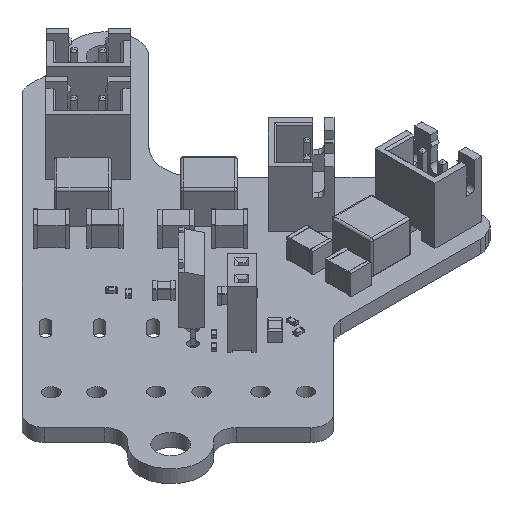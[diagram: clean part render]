
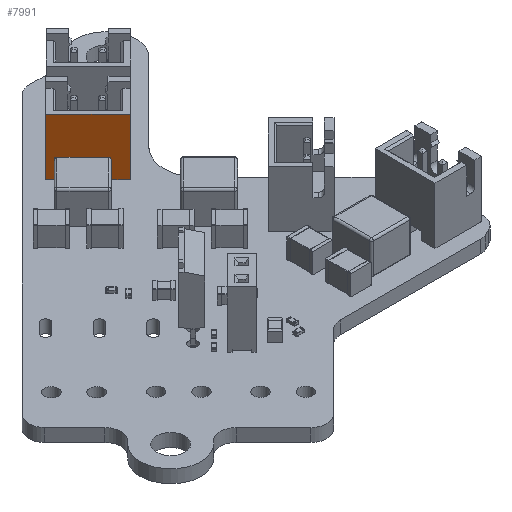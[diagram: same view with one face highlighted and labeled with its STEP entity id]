
A CAD part, isometric view. The second image highlights one B-rep face of the part: STEP entity #7991.
In plain terms, the highlighted face is planar.
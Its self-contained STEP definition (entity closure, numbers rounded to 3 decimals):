
#593=FACE_OUTER_BOUND('',#1006,.T.);
#1006=EDGE_LOOP('',(#5626,#5627,#5628,#5629,#5630,#5631,#5632,#5633,#5634,
#5635,#5636,#5637));
#1626=LINE('',#11783,#2555);
#1639=LINE('',#11809,#2568);
#1646=LINE('',#11825,#2575);
#1647=LINE('',#11827,#2576);
#1648=LINE('',#11829,#2577);
#1649=LINE('',#11831,#2578);
#1650=LINE('',#11833,#2579);
#1651=LINE('',#11835,#2580);
#1652=LINE('',#11837,#2581);
#1653=LINE('',#11839,#2582);
#1654=LINE('',#11841,#2583);
#1655=LINE('',#11842,#2584);
#2555=VECTOR('',#9541,1.);
#2568=VECTOR('',#9560,1.);
#2575=VECTOR('',#9573,1.);
#2576=VECTOR('',#9574,1.);
#2577=VECTOR('',#9575,1.);
#2578=VECTOR('',#9576,1.);
#2579=VECTOR('',#9577,1.);
#2580=VECTOR('',#9578,1.);
#2581=VECTOR('',#9579,1.);
#2582=VECTOR('',#9580,1.);
#2583=VECTOR('',#9581,1.);
#2584=VECTOR('',#9582,1.);
#3417=VERTEX_POINT('',#11780);
#3418=VERTEX_POINT('',#11782);
#3428=VERTEX_POINT('',#11807);
#3434=VERTEX_POINT('',#11824);
#3435=VERTEX_POINT('',#11826);
#3436=VERTEX_POINT('',#11828);
#3437=VERTEX_POINT('',#11830);
#3438=VERTEX_POINT('',#11832);
#3439=VERTEX_POINT('',#11834);
#3440=VERTEX_POINT('',#11836);
#3441=VERTEX_POINT('',#11838);
#3442=VERTEX_POINT('',#11840);
#4228=EDGE_CURVE('',#3417,#3418,#1626,.T.);
#4241=EDGE_CURVE('',#3428,#3417,#1639,.T.);
#4249=EDGE_CURVE('',#3428,#3434,#1646,.T.);
#4250=EDGE_CURVE('',#3435,#3434,#1647,.T.);
#4251=EDGE_CURVE('',#3436,#3435,#1648,.T.);
#4252=EDGE_CURVE('',#3436,#3437,#1649,.T.);
#4253=EDGE_CURVE('',#3437,#3438,#1650,.T.);
#4254=EDGE_CURVE('',#3439,#3438,#1651,.T.);
#4255=EDGE_CURVE('',#3440,#3439,#1652,.T.);
#4256=EDGE_CURVE('',#3440,#3441,#1653,.T.);
#4257=EDGE_CURVE('',#3441,#3442,#1654,.T.);
#4258=EDGE_CURVE('',#3442,#3418,#1655,.T.);
#5626=ORIENTED_EDGE('',*,*,#4249,.T.);
#5627=ORIENTED_EDGE('',*,*,#4250,.F.);
#5628=ORIENTED_EDGE('',*,*,#4251,.F.);
#5629=ORIENTED_EDGE('',*,*,#4252,.T.);
#5630=ORIENTED_EDGE('',*,*,#4253,.T.);
#5631=ORIENTED_EDGE('',*,*,#4254,.F.);
#5632=ORIENTED_EDGE('',*,*,#4255,.F.);
#5633=ORIENTED_EDGE('',*,*,#4256,.T.);
#5634=ORIENTED_EDGE('',*,*,#4257,.T.);
#5635=ORIENTED_EDGE('',*,*,#4258,.T.);
#5636=ORIENTED_EDGE('',*,*,#4228,.F.);
#5637=ORIENTED_EDGE('',*,*,#4241,.F.);
#7334=PLANE('',#8535);
#7991=ADVANCED_FACE('',(#593),#7334,.F.);
#8535=AXIS2_PLACEMENT_3D('',#11823,#9571,#9572);
#9541=DIRECTION('',(1.,0.,0.));
#9560=DIRECTION('',(0.,0.,1.));
#9571=DIRECTION('center_axis',(0.,1.,0.));
#9572=DIRECTION('ref_axis',(1.,0.,0.));
#9573=DIRECTION('',(1.,0.,0.));
#9574=DIRECTION('',(0.,0.,-1.));
#9575=DIRECTION('',(-1.,0.,0.));
#9576=DIRECTION('',(0.,0.,-1.));
#9577=DIRECTION('',(1.,0.,0.));
#9578=DIRECTION('',(0.,0.,-1.));
#9579=DIRECTION('',(-1.,0.,0.));
#9580=DIRECTION('',(0.,0.,-1.));
#9581=DIRECTION('',(1.,0.,0.));
#9582=DIRECTION('',(0.,0.,1.));
#11780=CARTESIAN_POINT('',(-2.45,-3.4,7.));
#11782=CARTESIAN_POINT('',(4.95,-3.4,7.));
#11783=CARTESIAN_POINT('',(-2.45,-3.4,7.));
#11807=CARTESIAN_POINT('',(-2.45,-3.4,0.));
#11809=CARTESIAN_POINT('',(-2.45,-3.4,0.));
#11823=CARTESIAN_POINT('Origin',(-2.45,-3.4,0.));
#11824=CARTESIAN_POINT('',(-0.75,-3.4,0.));
#11825=CARTESIAN_POINT('',(-2.45,-3.4,0.));
#11826=CARTESIAN_POINT('',(-0.75,-3.4,1.));
#11827=CARTESIAN_POINT('',(-0.75,-3.4,1.));
#11828=CARTESIAN_POINT('',(0.75,-3.4,1.));
#11829=CARTESIAN_POINT('',(0.75,-3.4,1.));
#11830=CARTESIAN_POINT('',(0.75,-3.4,0.));
#11831=CARTESIAN_POINT('',(0.75,-3.4,1.));
#11832=CARTESIAN_POINT('',(1.75,-3.4,0.));
#11833=CARTESIAN_POINT('',(-2.45,-3.4,0.));
#11834=CARTESIAN_POINT('',(1.75,-3.4,1.));
#11835=CARTESIAN_POINT('',(1.75,-3.4,1.));
#11836=CARTESIAN_POINT('',(3.25,-3.4,1.));
#11837=CARTESIAN_POINT('',(3.25,-3.4,1.));
#11838=CARTESIAN_POINT('',(3.25,-3.4,0.));
#11839=CARTESIAN_POINT('',(3.25,-3.4,1.));
#11840=CARTESIAN_POINT('',(4.95,-3.4,0.));
#11841=CARTESIAN_POINT('',(-2.45,-3.4,0.));
#11842=CARTESIAN_POINT('',(4.95,-3.4,0.));
